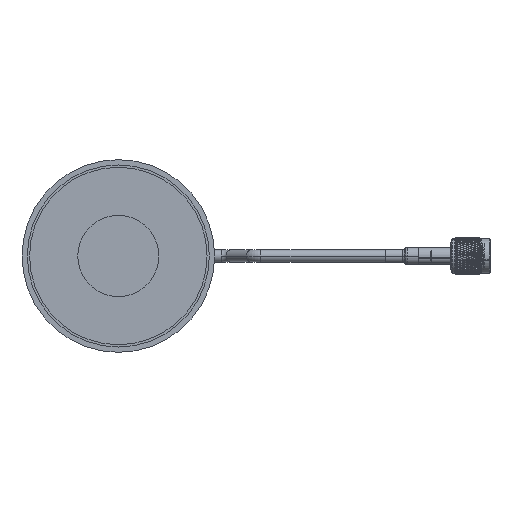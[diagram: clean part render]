
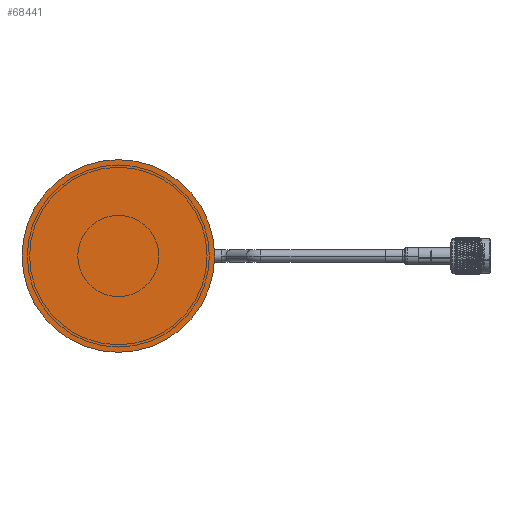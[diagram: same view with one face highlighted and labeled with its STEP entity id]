
A CAD part, front view. The second image highlights one B-rep face of the part: STEP entity #68441.
In plain terms, the highlighted planar face has unit normal (0, -1, 0).
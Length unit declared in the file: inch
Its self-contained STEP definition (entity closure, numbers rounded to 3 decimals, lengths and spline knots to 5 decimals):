
#3880 = PLANE ( 'NONE',  #26344 ) ;
#11384 = VERTEX_POINT ( 'NONE', #109996 ) ;
#12991 = VERTEX_POINT ( 'NONE', #20979 ) ;
#20979 = CARTESIAN_POINT ( 'NONE',  ( 0., -0.00984, -1.49606 ) ) ;
#26344 = AXIS2_PLACEMENT_3D ( 'NONE', #40624, #76192, #111801 ) ;
#26885 = EDGE_LOOP ( 'NONE', ( #53661, #107157 ) ) ;
#32983 = DIRECTION ( 'NONE',  ( 0., 0., -1. ) ) ;
#35215 = AXIS2_PLACEMENT_3D ( 'NONE', #42320, #59786, #32983 ) ;
#40624 = CARTESIAN_POINT ( 'NONE',  ( 0., -0.00984, 0. ) ) ;
#42320 = CARTESIAN_POINT ( 'NONE',  ( 0., -0.00984, 0. ) ) ;
#50648 = EDGE_CURVE ( 'NONE', #12991, #11384, #63030, .T. ) ;
#51322 = DIRECTION ( 'NONE',  ( 0., 0., -1. ) ) ;
#53661 = ORIENTED_EDGE ( 'NONE', *, *, #50648, .F. ) ;
#54915 = EDGE_CURVE ( 'NONE', #11384, #12991, #91190, .T. ) ;
#59786 = DIRECTION ( 'NONE',  ( 0., 1., 0. ) ) ;
#61230 = DIRECTION ( 'NONE',  ( 0., 1., 0. ) ) ;
#63030 = CIRCLE ( 'NONE', #35215, 1.49606 ) ;
#68441 = ADVANCED_FACE ( 'NONE', ( #110636 ), #3880, .F. ) ;
#76192 = DIRECTION ( 'NONE',  ( 0., 1., 0. ) ) ;
#87435 = CARTESIAN_POINT ( 'NONE',  ( 0., -0.00984, 0. ) ) ;
#91190 = CIRCLE ( 'NONE', #111714, 1.49606 ) ;
#107157 = ORIENTED_EDGE ( 'NONE', *, *, #54915, .F. ) ;
#109996 = CARTESIAN_POINT ( 'NONE',  ( 0., -0.00984, 1.49606 ) ) ;
#110636 = FACE_OUTER_BOUND ( 'NONE', #26885, .T. ) ;
#111714 = AXIS2_PLACEMENT_3D ( 'NONE', #87435, #61230, #51322 ) ;
#111801 = DIRECTION ( 'NONE',  ( 0., 0., 1. ) ) ;
